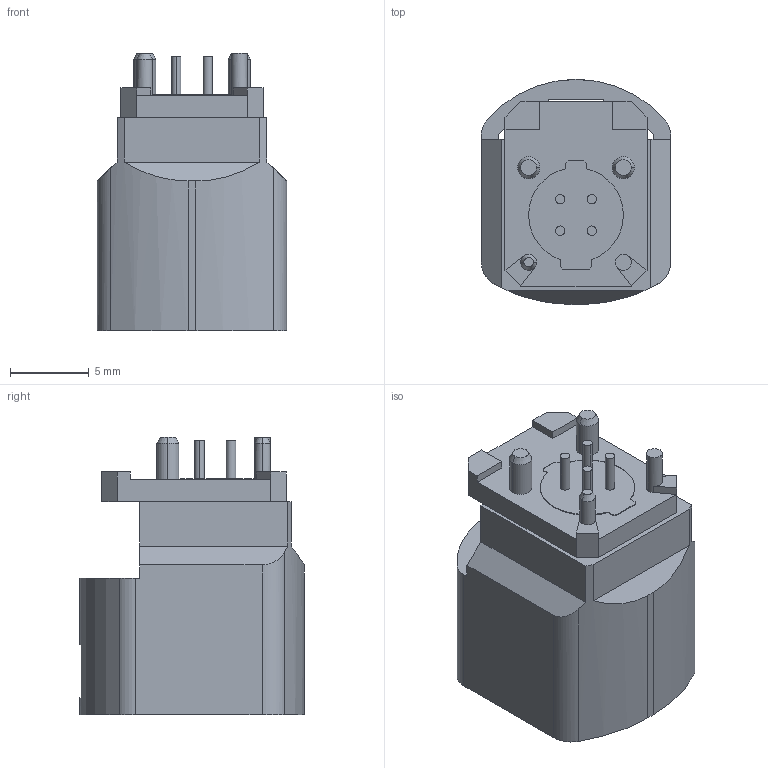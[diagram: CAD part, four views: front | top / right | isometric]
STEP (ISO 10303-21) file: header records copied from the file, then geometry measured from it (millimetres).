
FILE_DESCRIPTION(/* description */ (''),/* implementation_level */ '2;1');
FILE_NAME(/* name */ '35602310-STEP-3D.stp',/* time_stamp */ '2023-07-01T18:05:49+06:00',/* author */ (''),/* organization */ (''),/* preprocessor_version */ 'ST-DEVELOPER v16',/* originating_system */ 'SIEMENS PLM Software NX 11.0',/* authorisation */ '');
FILE_SCHEMA (('AUTOMOTIVE_DESIGN { 1 0 10303 214 3 1 1 1 }'));
Length unit declared in the file: millimetre
Products named in the file (1): cjzt2C8064993n6o
Bounding box: 12 x 14.25 x 17.6 mm (x, y, z)
Volume: 1219.9 mm3; surface area: 1833.8 mm2
Topology: 1 solids, 1 shells, 162 faces, 449 edges, 302 vertices
Faces by surface type: plane 98, cylinder 58, cone 6
Entity records: 5279 total; most frequent: CARTESIAN_POINT 938, DIRECTION 911, ORIENTED_EDGE 898, EDGE_CURVE 449, AXIS2_PLACEMENT_3D 305, VERTEX_POINT 302, LINE 301, VECTOR 301
